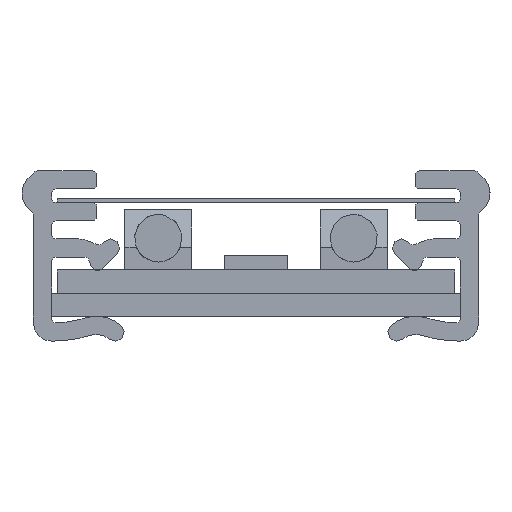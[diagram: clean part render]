
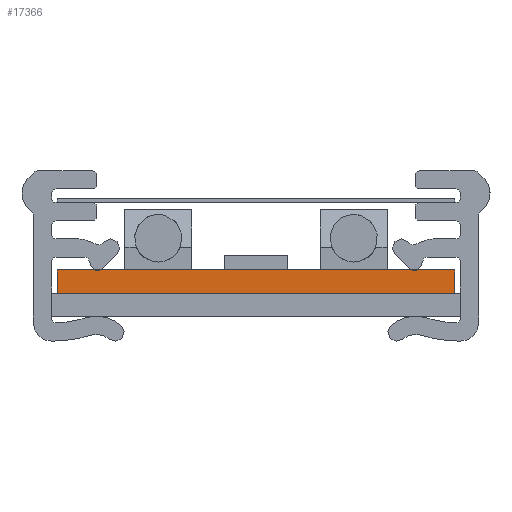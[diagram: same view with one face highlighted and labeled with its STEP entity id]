
A CAD part, front view. The second image highlights one B-rep face of the part: STEP entity #17366.
In plain terms, the highlighted planar face has unit normal (0, -1, 0).
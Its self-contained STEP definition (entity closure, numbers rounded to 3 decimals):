
#1284=FACE_OUTER_BOUND('',#2285,.T.);
#2285=EDGE_LOOP('',(#14496,#14497,#14498,#14499));
#4414=LINE('',#27247,#6504);
#4415=LINE('',#27250,#6505);
#4416=LINE('',#27252,#6506);
#4417=LINE('',#27253,#6507);
#6504=VECTOR('',#22611,10.);
#6505=VECTOR('',#22614,10.);
#6506=VECTOR('',#22615,10.);
#6507=VECTOR('',#22616,10.);
#8006=VERTEX_POINT('',#27243);
#8007=VERTEX_POINT('',#27245);
#8008=VERTEX_POINT('',#27249);
#8009=VERTEX_POINT('',#27251);
#10238=EDGE_CURVE('',#8006,#8007,#4414,.T.);
#10239=EDGE_CURVE('',#8008,#8006,#4415,.T.);
#10240=EDGE_CURVE('',#8009,#8007,#4416,.T.);
#10241=EDGE_CURVE('',#8008,#8009,#4417,.T.);
#14496=ORIENTED_EDGE('',*,*,#10239,.T.);
#14497=ORIENTED_EDGE('',*,*,#10238,.T.);
#14498=ORIENTED_EDGE('',*,*,#10240,.F.);
#14499=ORIENTED_EDGE('',*,*,#10241,.F.);
#15553=PLANE('',#18443);
#17366=ADVANCED_FACE('',(#1284),#15553,.T.);
#18443=AXIS2_PLACEMENT_3D('',#27248,#22612,#22613);
#22611=DIRECTION('',(0.,0.,1.));
#22612=DIRECTION('center_axis',(0.,-1.,0.));
#22613=DIRECTION('ref_axis',(1.,0.,0.));
#22614=DIRECTION('',(1.,0.,0.));
#22615=DIRECTION('',(1.,0.,0.));
#22616=DIRECTION('',(0.,0.,1.));
#27243=CARTESIAN_POINT('',(8.75,-420.5,1.));
#27245=CARTESIAN_POINT('',(8.75,-420.5,2.035));
#27247=CARTESIAN_POINT('',(8.75,-420.5,1.));
#27248=CARTESIAN_POINT('Origin',(-8.75,-420.5,1.));
#27249=CARTESIAN_POINT('',(-8.75,-420.5,1.));
#27250=CARTESIAN_POINT('',(-8.75,-420.5,1.));
#27251=CARTESIAN_POINT('',(-8.75,-420.5,2.035));
#27252=CARTESIAN_POINT('',(-8.75,-420.5,2.035));
#27253=CARTESIAN_POINT('',(-8.75,-420.5,1.));
